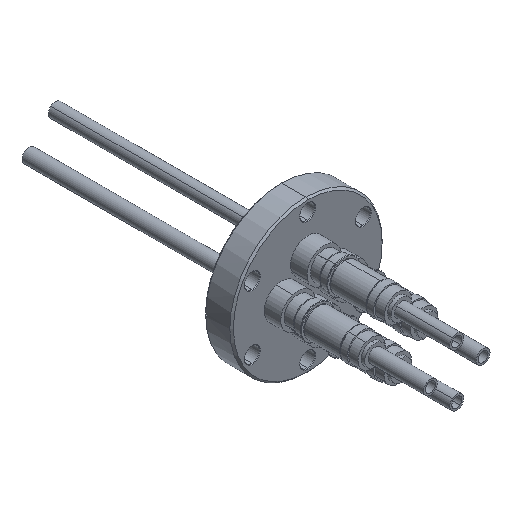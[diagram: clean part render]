
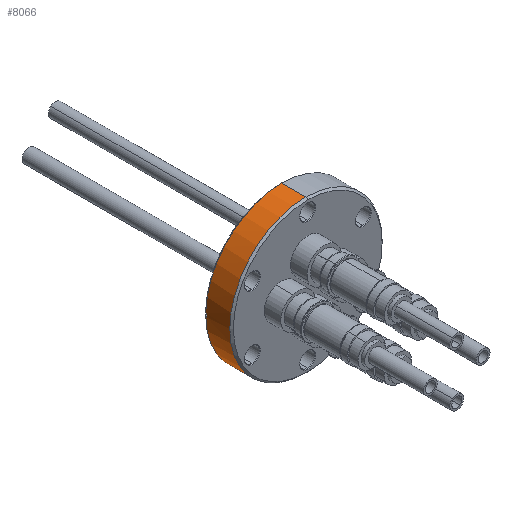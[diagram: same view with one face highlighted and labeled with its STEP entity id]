
A CAD part, isometric view. The second image highlights one B-rep face of the part: STEP entity #8066.
In plain terms, the highlighted cylindrical face has radius 34.925 mm (diameter 69.85 mm), a partial arc.
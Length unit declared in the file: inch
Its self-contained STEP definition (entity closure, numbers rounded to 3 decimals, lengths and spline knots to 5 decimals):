
#142 = DIRECTION ( 'NONE',  ( 0., 0., 1. ) ) ;
#151 = VERTEX_POINT ( 'NONE', #5220 ) ;
#606 = CARTESIAN_POINT ( 'NONE',  ( 0., 0.032, 0. ) ) ;
#802 = CIRCLE ( 'NONE', #1622, 1.375 ) ;
#912 = VERTEX_POINT ( 'NONE', #5685 ) ;
#1009 = CARTESIAN_POINT ( 'NONE',  ( 0., 0., -1.375 ) ) ;
#1185 = CARTESIAN_POINT ( 'NONE',  ( 0., 0., 0. ) ) ;
#1274 = VECTOR ( 'NONE', #4197, 39.37008 ) ;
#1318 = CARTESIAN_POINT ( 'NONE',  ( 0., 0.468, 1.375 ) ) ;
#1399 = VECTOR ( 'NONE', #6586, 39.37008 ) ;
#1445 = VERTEX_POINT ( 'NONE', #6832 ) ;
#1525 = ORIENTED_EDGE ( 'NONE', *, *, #4802, .F. ) ;
#1556 = AXIS2_PLACEMENT_3D ( 'NONE', #1185, #3696, #2303 ) ;
#1622 = AXIS2_PLACEMENT_3D ( 'NONE', #5815, #2596, #142 ) ;
#2208 = VERTEX_POINT ( 'NONE', #3603 ) ;
#2253 = CARTESIAN_POINT ( 'NONE',  ( 0., 0.468, 0. ) ) ;
#2295 = ORIENTED_EDGE ( 'NONE', *, *, #6929, .T. ) ;
#2303 = DIRECTION ( 'NONE',  ( 0., 0., -1. ) ) ;
#2596 = DIRECTION ( 'NONE',  ( 0., 1., 0. ) ) ;
#2612 = EDGE_CURVE ( 'NONE', #912, #6860, #4239, .T. ) ;
#2693 = VERTEX_POINT ( 'NONE', #3503 ) ;
#2767 = LINE ( 'NONE', #7728, #5317 ) ;
#2814 = ORIENTED_EDGE ( 'NONE', *, *, #5286, .F. ) ;
#2888 = CIRCLE ( 'NONE', #7383, 1.375 ) ;
#3046 = AXIS2_PLACEMENT_3D ( 'NONE', #2253, #8054, #5550 ) ;
#3394 = CARTESIAN_POINT ( 'NONE',  ( -1.37465, 0., 0.031 ) ) ;
#3503 = CARTESIAN_POINT ( 'NONE',  ( -1.37465, 0.468, 0.031 ) ) ;
#3519 = VERTEX_POINT ( 'NONE', #6821 ) ;
#3579 = FACE_OUTER_BOUND ( 'NONE', #6055, .T. ) ;
#3603 = CARTESIAN_POINT ( 'NONE',  ( 0., 0.468, -1.375 ) ) ;
#3696 = DIRECTION ( 'NONE',  ( 0., -1., 0. ) ) ;
#3725 = ORIENTED_EDGE ( 'NONE', *, *, #7020, .T. ) ;
#3811 = ORIENTED_EDGE ( 'NONE', *, *, #2612, .T. ) ;
#3834 = CIRCLE ( 'NONE', #3046, 1.375 ) ;
#3960 = CIRCLE ( 'NONE', #8086, 1.375 ) ;
#4153 = LINE ( 'NONE', #1009, #4204 ) ;
#4197 = DIRECTION ( 'NONE',  ( 0., 1., 0. ) ) ;
#4204 = VECTOR ( 'NONE', #7831, 39.37008 ) ;
#4218 = EDGE_CURVE ( 'NONE', #6468, #2693, #3834, .T. ) ;
#4239 = LINE ( 'NONE', #7344, #1274 ) ;
#4310 = ORIENTED_EDGE ( 'NONE', *, *, #5650, .F. ) ;
#4713 = ORIENTED_EDGE ( 'NONE', *, *, #4218, .T. ) ;
#4802 = EDGE_CURVE ( 'NONE', #912, #1445, #802, .T. ) ;
#4853 = DIRECTION ( 'NONE',  ( 0., -1., 0. ) ) ;
#4891 = CARTESIAN_POINT ( 'NONE',  ( 0., 0.468, 0. ) ) ;
#5142 = DIRECTION ( 'NONE',  ( 0., 0., -1. ) ) ;
#5220 = CARTESIAN_POINT ( 'NONE',  ( 0., 0.032, 1.375 ) ) ;
#5286 = EDGE_CURVE ( 'NONE', #6468, #151, #2767, .T. ) ;
#5317 = VECTOR ( 'NONE', #6441, 39.37008 ) ;
#5380 = CARTESIAN_POINT ( 'NONE',  ( -1.37465, 0.468, -0.031 ) ) ;
#5457 = ORIENTED_EDGE ( 'NONE', *, *, #6782, .T. ) ;
#5497 = DIRECTION ( 'NONE',  ( 0., 0., -1. ) ) ;
#5550 = DIRECTION ( 'NONE',  ( 0., 0., -1. ) ) ;
#5650 = EDGE_CURVE ( 'NONE', #151, #3519, #3960, .T. ) ;
#5685 = CARTESIAN_POINT ( 'NONE',  ( -1.37465, 0.45, -0.031 ) ) ;
#5815 = CARTESIAN_POINT ( 'NONE',  ( 0., 0.45, 0. ) ) ;
#6055 = EDGE_LOOP ( 'NONE', ( #2814, #4713, #3725, #1525, #3811, #5457, #2295, #4310 ) ) ;
#6348 = DIRECTION ( 'NONE',  ( 0., -1., 0. ) ) ;
#6441 = DIRECTION ( 'NONE',  ( 0., -1., 0. ) ) ;
#6468 = VERTEX_POINT ( 'NONE', #1318 ) ;
#6586 = DIRECTION ( 'NONE',  ( 0., -1., 0. ) ) ;
#6782 = EDGE_CURVE ( 'NONE', #6860, #2208, #2888, .T. ) ;
#6821 = CARTESIAN_POINT ( 'NONE',  ( 0., 0.032, -1.375 ) ) ;
#6832 = CARTESIAN_POINT ( 'NONE',  ( -1.37465, 0.45, 0.031 ) ) ;
#6846 = CYLINDRICAL_SURFACE ( 'NONE', #1556, 1.375 ) ;
#6860 = VERTEX_POINT ( 'NONE', #5380 ) ;
#6929 = EDGE_CURVE ( 'NONE', #2208, #3519, #4153, .T. ) ;
#7020 = EDGE_CURVE ( 'NONE', #2693, #1445, #7157, .T. ) ;
#7157 = LINE ( 'NONE', #3394, #1399 ) ;
#7344 = CARTESIAN_POINT ( 'NONE',  ( -1.37465, 0., -0.031 ) ) ;
#7383 = AXIS2_PLACEMENT_3D ( 'NONE', #4891, #4853, #5497 ) ;
#7728 = CARTESIAN_POINT ( 'NONE',  ( 0., 0., 1.375 ) ) ;
#7831 = DIRECTION ( 'NONE',  ( 0., -1., 0. ) ) ;
#8054 = DIRECTION ( 'NONE',  ( 0., -1., 0. ) ) ;
#8066 = ADVANCED_FACE ( 'NONE', ( #3579 ), #6846, .T. ) ;
#8086 = AXIS2_PLACEMENT_3D ( 'NONE', #606, #6348, #5142 ) ;
